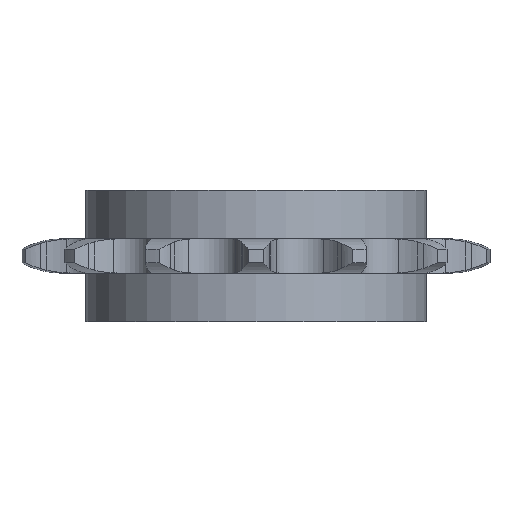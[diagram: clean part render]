
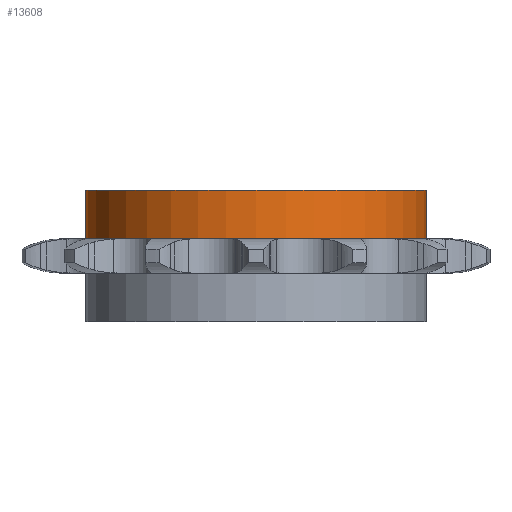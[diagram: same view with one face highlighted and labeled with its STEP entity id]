
A CAD part, front view. The second image highlights one B-rep face of the part: STEP entity #13608.
In plain terms, the highlighted cylindrical face has radius 14 mm (diameter 28 mm), a partial arc.
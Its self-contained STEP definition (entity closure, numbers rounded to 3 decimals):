
#474 = DIRECTION ( 'NONE',  ( 0., 0., -1. ) ) ;
#1543 = CIRCLE ( 'NONE', #17318, 14. ) ;
#1755 = ORIENTED_EDGE ( 'NONE', *, *, #21701, .F. ) ;
#2496 = CARTESIAN_POINT ( 'NONE',  ( 0., 0., 5.4 ) ) ;
#4368 = CARTESIAN_POINT ( 'NONE',  ( -14., 0., 5.4 ) ) ;
#4401 = DIRECTION ( 'NONE',  ( 0., -1., 0. ) ) ;
#4467 = VERTEX_POINT ( 'NONE', #10260 ) ;
#6768 = ORIENTED_EDGE ( 'NONE', *, *, #11291, .F. ) ;
#6790 = CARTESIAN_POINT ( 'NONE',  ( 14., 0., 4. ) ) ;
#7294 = DIRECTION ( 'NONE',  ( 0., 0., -1. ) ) ;
#8097 = VERTEX_POINT ( 'NONE', #10905 ) ;
#9338 = DIRECTION ( 'NONE',  ( -1., 0., 0. ) ) ;
#9368 = VECTOR ( 'NONE', #7294, 1000. ) ;
#9468 = VECTOR ( 'NONE', #474, 1000. ) ;
#10260 = CARTESIAN_POINT ( 'NONE',  ( 14., 0., 5.4 ) ) ;
#10337 = DIRECTION ( 'NONE',  ( 0., 0., -1. ) ) ;
#10520 = CARTESIAN_POINT ( 'NONE',  ( 0., 0., 1.4 ) ) ;
#10547 = VERTEX_POINT ( 'NONE', #16205 ) ;
#10905 = CARTESIAN_POINT ( 'NONE',  ( -14., 0., 1.4 ) ) ;
#10917 = EDGE_CURVE ( 'NONE', #4467, #10547, #16354, .T. ) ;
#11291 = EDGE_CURVE ( 'NONE', #10547, #8097, #19210, .T. ) ;
#12987 = FACE_OUTER_BOUND ( 'NONE', #22425, .T. ) ;
#13608 = ADVANCED_FACE ( 'NONE', ( #12987 ), #18529, .T. ) ;
#16205 = CARTESIAN_POINT ( 'NONE',  ( 14., 0., 1.4 ) ) ;
#16354 = LINE ( 'NONE', #6790, #9468 ) ;
#16463 = AXIS2_PLACEMENT_3D ( 'NONE', #10520, #10337, #4401 ) ;
#17318 = AXIS2_PLACEMENT_3D ( 'NONE', #2496, #23213, #19116 ) ;
#17493 = CARTESIAN_POINT ( 'NONE',  ( -14., 0., 4. ) ) ;
#18529 = CYLINDRICAL_SURFACE ( 'NONE', #26200, 14. ) ;
#18581 = EDGE_CURVE ( 'NONE', #24522, #8097, #26628, .T. ) ;
#19116 = DIRECTION ( 'NONE',  ( 0., -1., 0. ) ) ;
#19210 = CIRCLE ( 'NONE', #16463, 14. ) ;
#20560 = ORIENTED_EDGE ( 'NONE', *, *, #18581, .T. ) ;
#21701 = EDGE_CURVE ( 'NONE', #24522, #4467, #1543, .T. ) ;
#21704 = CARTESIAN_POINT ( 'NONE',  ( 0., 0., 4. ) ) ;
#22425 = EDGE_LOOP ( 'NONE', ( #23209, #1755, #20560, #6768 ) ) ;
#23209 = ORIENTED_EDGE ( 'NONE', *, *, #10917, .F. ) ;
#23213 = DIRECTION ( 'NONE',  ( 0., 0., 1. ) ) ;
#23634 = DIRECTION ( 'NONE',  ( 0., 0., -1. ) ) ;
#24522 = VERTEX_POINT ( 'NONE', #4368 ) ;
#26200 = AXIS2_PLACEMENT_3D ( 'NONE', #21704, #23634, #9338 ) ;
#26628 = LINE ( 'NONE', #17493, #9368 ) ;
